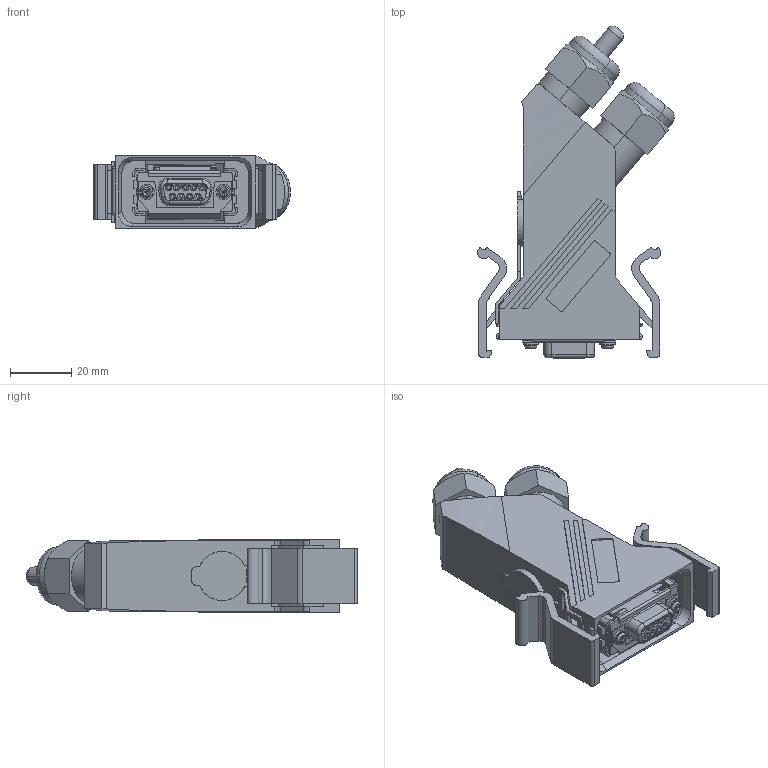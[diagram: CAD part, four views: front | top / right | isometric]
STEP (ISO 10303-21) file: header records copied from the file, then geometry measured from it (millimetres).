
FILE_DESCRIPTION(('Creo Elements/Direct Modeling STEP Export'),'2;1');
FILE_NAME('model.stp','2020-12-07T12:28:55',(''),(''),'Creo Elements/Direct Modeling STEP processor for AP214 (Solid Model)','Creo Elements/Direct Modeling 20.1A 29-Sep-2018 (C) Parametric Technology GmbH','');
FILE_SCHEMA(('AUTOMOTIVE_DESIGN { 1 0 10303 214 1 1 1 1 }'));
Length unit declared in the file: millimetre
Products named in the file (10): Kodierung_4; Kodierung_3; Kodierung_1; Kodierung_2; Kodierung; Blindstopfen; Kappe; VS-09-Tülle; VS-09-Bombardier; VS-09-CAN
Assembly tree (9 placements, depth 3):
  VS-09-CAN
    VS-09-Bombardier
    VS-09-Tülle
    Kappe
    Blindstopfen
    Kodierung
      Kodierung_2
      Kodierung_1
      Kodierung_3
      Kodierung_4
Bounding box: 64.19 x 108.16 x 24 mm (x, y, z)
Volume: 42124.2 mm3; surface area: 41149.2 mm2
Topology: 8 solids, 8 shells, 2076 faces, 5586 edges, 3630 vertices
Faces by surface type: plane 1285, cylinder 574, cone 78, extrusion 57, torus 50, sphere 20, bspline 12
Entity records: 81912 total; most frequent: CARTESIAN_POINT 14743, ORIENTED_EDGE 11132, DIRECTION 9653, EDGE_CURVE 5566, VECTOR 3789, LINE 3732, VERTEX_POINT 3630, AXIS2_PLACEMENT_3D 2932
